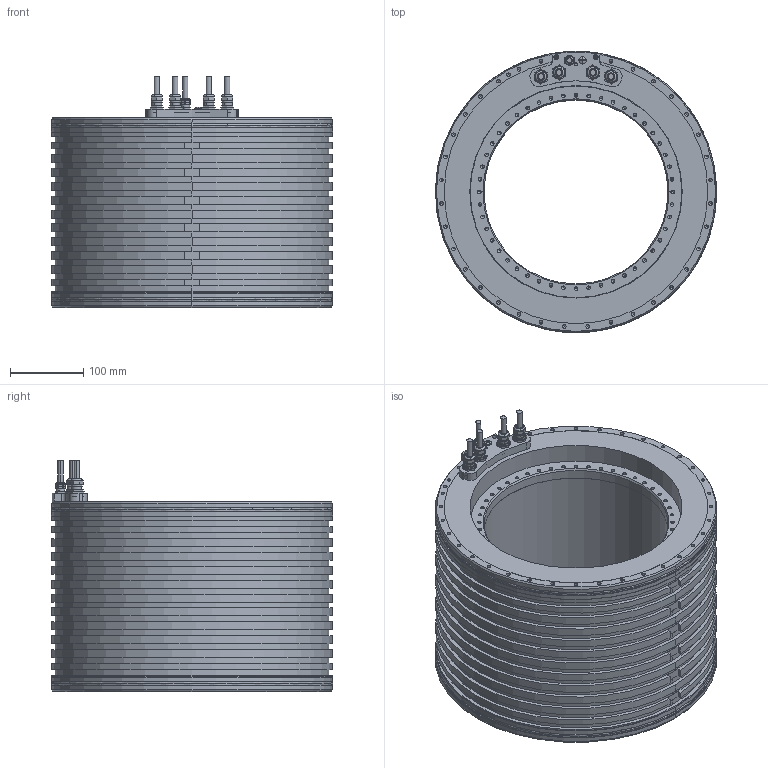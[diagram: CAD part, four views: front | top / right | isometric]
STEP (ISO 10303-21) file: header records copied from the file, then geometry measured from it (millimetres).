
FILE_DESCRIPTION((''),'2;1');
FILE_NAME('1395845-12-D01-02-A','2024-04-10T10:14:06',('ch5533'),(''),'CREO PARAMETRIC BY PTC INC, 2022162','CREO PARAMETRIC BY PTC INC, 2022162','');
FILE_SCHEMA(('AUTOMOTIVE_DESIGN { 1 0 10303 214 1 1 1 1 }'));
Length unit declared in the file: millimetre
Products named in the file (1): 1395845-12-D01-02-A
Bounding box: 385 x 385 x 316.5 mm (x, y, z)
Volume: 15837526.4 mm3; surface area: 1312768.8 mm2
Topology: 4 solids, 23 shells, 1530 faces, 3660 edges, 2047 vertices
Faces by surface type: cylinder 597, cone 480, plane 383, torus 60, revolution 8, sphere 2
Entity records: 43816 total; most frequent: CARTESIAN_POINT 8029, DIRECTION 7785, ORIENTED_EDGE 6640, EDGE_CURVE 3320, AXIS2_PLACEMENT_3D 3069, VERTEX_POINT 2047, EDGE_LOOP 1781, VECTOR 1639
